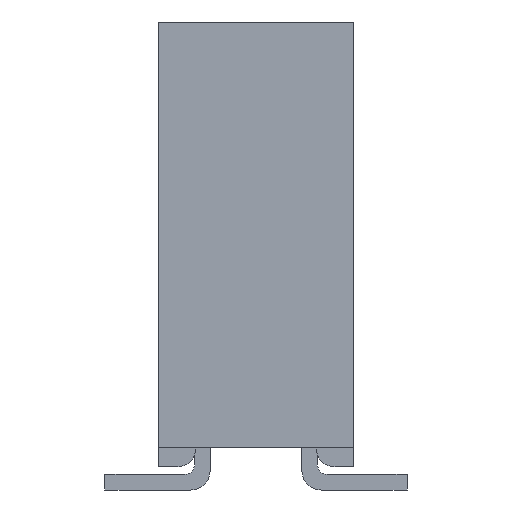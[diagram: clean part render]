
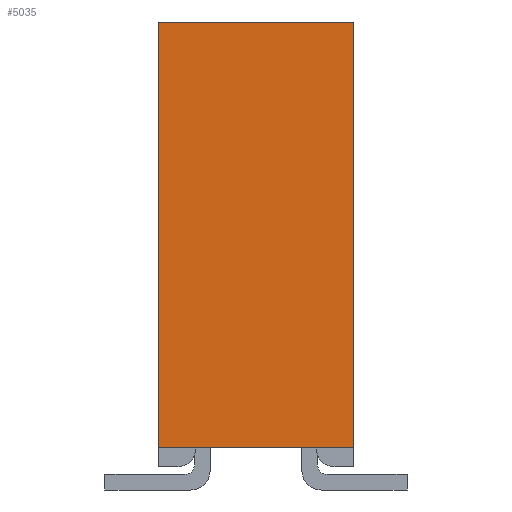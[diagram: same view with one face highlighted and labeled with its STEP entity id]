
A CAD part, left-side view. The second image highlights one B-rep face of the part: STEP entity #5035.
In plain terms, the highlighted planar face has unit normal (-1, 0, 0).
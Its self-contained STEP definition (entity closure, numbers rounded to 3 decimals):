
#5035 = ADVANCED_FACE('',(#5036),#5070,.F.);
#5036 = FACE_BOUND('',#5037,.T.);
#5037 = EDGE_LOOP('',(#5038,#5048,#5056,#5064));
#5038 = ORIENTED_EDGE('',*,*,#5039,.T.);
#5039 = EDGE_CURVE('',#5040,#5042,#5044,.T.);
#5040 = VERTEX_POINT('',#5041);
#5041 = CARTESIAN_POINT('',(-16.002,5.791,-1.27));
#5042 = VERTEX_POINT('',#5043);
#5043 = CARTESIAN_POINT('',(-16.002,0.254,-1.27));
#5044 = LINE('',#5045,#5046);
#5045 = CARTESIAN_POINT('',(-16.002,5.791,-1.27));
#5046 = VECTOR('',#5047,1.);
#5047 = DIRECTION('',(0.,-1.,0.));
#5048 = ORIENTED_EDGE('',*,*,#5049,.T.);
#5049 = EDGE_CURVE('',#5042,#5050,#5052,.T.);
#5050 = VERTEX_POINT('',#5051);
#5051 = CARTESIAN_POINT('',(-16.002,0.254,1.27));
#5052 = LINE('',#5053,#5054);
#5053 = CARTESIAN_POINT('',(-16.002,0.254,-0.787));
#5054 = VECTOR('',#5055,1.);
#5055 = DIRECTION('',(0.,0.,1.));
#5056 = ORIENTED_EDGE('',*,*,#5057,.F.);
#5057 = EDGE_CURVE('',#5058,#5050,#5060,.T.);
#5058 = VERTEX_POINT('',#5059);
#5059 = CARTESIAN_POINT('',(-16.002,5.791,1.27));
#5060 = LINE('',#5061,#5062);
#5061 = CARTESIAN_POINT('',(-16.002,5.791,1.27));
#5062 = VECTOR('',#5063,1.);
#5063 = DIRECTION('',(0.,-1.,0.));
#5064 = ORIENTED_EDGE('',*,*,#5065,.F.);
#5065 = EDGE_CURVE('',#5040,#5058,#5066,.T.);
#5066 = LINE('',#5067,#5068);
#5067 = CARTESIAN_POINT('',(-16.002,5.791,-1.27));
#5068 = VECTOR('',#5069,1.);
#5069 = DIRECTION('',(0.,0.,1.));
#5070 = PLANE('',#5071);
#5071 = AXIS2_PLACEMENT_3D('',#5072,#5073,#5074);
#5072 = CARTESIAN_POINT('',(-16.002,5.791,-1.27));
#5073 = DIRECTION('',(1.,0.,0.));
#5074 = DIRECTION('',(0.,0.,-1.));
